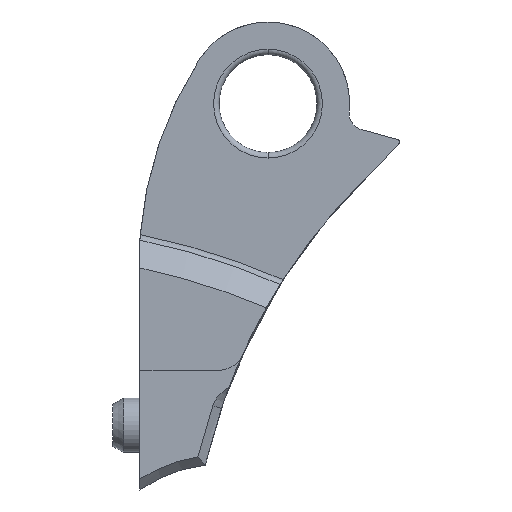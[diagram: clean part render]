
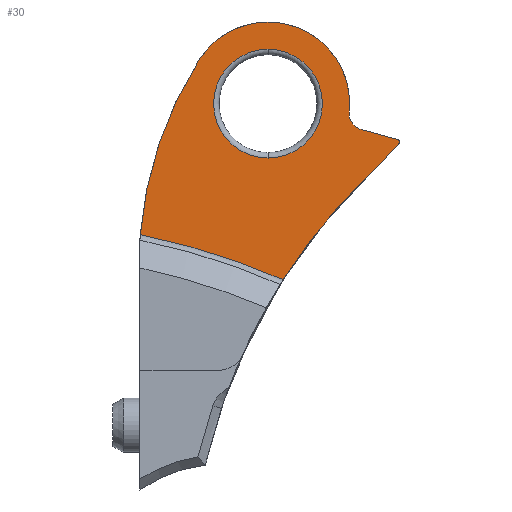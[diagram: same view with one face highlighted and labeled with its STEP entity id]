
A CAD part, left-side view. The second image highlights one B-rep face of the part: STEP entity #30.
In plain terms, the highlighted planar face has unit normal (-1, 0, 0).
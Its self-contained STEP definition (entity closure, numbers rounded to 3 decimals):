
#14 = DIRECTION ( 'NONE',  ( 0., 0., -1. ) ) ;
#30 = ADVANCED_FACE ( 'NONE', ( #1262, #1235 ), #391, .F. ) ;
#34 = DIRECTION ( 'NONE',  ( 1., 0., 0. ) ) ;
#35 = CIRCLE ( 'NONE', #1341, 5. ) ;
#61 = ORIENTED_EDGE ( 'NONE', *, *, #771, .F. ) ;
#66 = DIRECTION ( 'NONE',  ( 1., 0., 0. ) ) ;
#81 = CARTESIAN_POINT ( 'NONE',  ( -0.5, -38.758, 32.083 ) ) ;
#105 = DIRECTION ( 'NONE',  ( 0., 0.695, -0.719 ) ) ;
#107 = CIRCLE ( 'NONE', #1299, 1.5 ) ;
#117 = CARTESIAN_POINT ( 'NONE',  ( -0.5, -26.472, 35.491 ) ) ;
#119 = CARTESIAN_POINT ( 'NONE',  ( -0.5, -26.472, 40.491 ) ) ;
#137 = CARTESIAN_POINT ( 'NONE',  ( -0.5, -27.858, 19.311 ) ) ;
#158 = EDGE_CURVE ( 'NONE', #581, #1067, #107, .T. ) ;
#164 = VERTEX_POINT ( 'NONE', #575 ) ;
#184 = CARTESIAN_POINT ( 'NONE',  ( -0.5, -50.129, 20.485 ) ) ;
#188 = AXIS2_PLACEMENT_3D ( 'NONE', #562, #1323, #1320 ) ;
#203 = CARTESIAN_POINT ( 'NONE',  ( -0.5, -26.472, 35.491 ) ) ;
#236 = CARTESIAN_POINT ( 'NONE',  ( -0.5, -14.739, 23.452 ) ) ;
#242 = VECTOR ( 'NONE', #105, 1000. ) ;
#247 = ORIENTED_EDGE ( 'NONE', *, *, #294, .T. ) ;
#274 = CIRCLE ( 'NONE', #835, 7.5 ) ;
#281 = DIRECTION ( 'NONE',  ( 0., 0., -1. ) ) ;
#294 = EDGE_CURVE ( 'NONE', #1222, #1238, #826, .T. ) ;
#312 = ORIENTED_EDGE ( 'NONE', *, *, #1324, .F. ) ;
#315 = CARTESIAN_POINT ( 'NONE',  ( -0.5, -35.424, 34.565 ) ) ;
#357 = LINE ( 'NONE', #1198, #242 ) ;
#360 = EDGE_CURVE ( 'NONE', #789, #164, #853, .T. ) ;
#377 = VECTOR ( 'NONE', #508, 1000. ) ;
#384 = DIRECTION ( 'NONE',  ( 1., 0., 0. ) ) ;
#391 = PLANE ( 'NONE',  #870 ) ;
#402 = LINE ( 'NONE', #81, #377 ) ;
#410 = EDGE_CURVE ( 'NONE', #1067, #1238, #402, .T. ) ;
#443 = EDGE_LOOP ( 'NONE', ( #449, #880, #61, #312, #247, #933, #612, #1199, #524 ) ) ;
#449 = ORIENTED_EDGE ( 'NONE', *, *, #360, .F. ) ;
#450 = CARTESIAN_POINT ( 'NONE',  ( -0.5, -38.466, 31.781 ) ) ;
#452 = AXIS2_PLACEMENT_3D ( 'NONE', #1136, #699, #825 ) ;
#456 = CARTESIAN_POINT ( 'NONE',  ( -0.5, -33.932, 34.719 ) ) ;
#503 = EDGE_CURVE ( 'NONE', #789, #834, #1162, .T. ) ;
#508 = DIRECTION ( 'NONE',  ( 0., -0.964, -0.267 ) ) ;
#524 = ORIENTED_EDGE ( 'NONE', *, *, #677, .F. ) ;
#543 = EDGE_CURVE ( 'NONE', #1033, #610, #912, .T. ) ;
#562 = CARTESIAN_POINT ( 'NONE',  ( -0.5, -2.023, -39.69 ) ) ;
#574 = EDGE_CURVE ( 'NONE', #1050, #581, #274, .T. ) ;
#575 = CARTESIAN_POINT ( 'NONE',  ( -0.5, -20.139, 39.508 ) ) ;
#581 = VERTEX_POINT ( 'NONE', #456 ) ;
#600 = DIRECTION ( 'NONE',  ( 0., 0., -1. ) ) ;
#610 = VERTEX_POINT ( 'NONE', #1214 ) ;
#612 = ORIENTED_EDGE ( 'NONE', *, *, #158, .F. ) ;
#615 = CARTESIAN_POINT ( 'NONE',  ( -0.5, -26.472, 35.491 ) ) ;
#633 = CARTESIAN_POINT ( 'NONE',  ( -0.5, -26.472, 42.991 ) ) ;
#637 = CARTESIAN_POINT ( 'NONE',  ( -0.5, -26.472, 35.491 ) ) ;
#660 = DIRECTION ( 'NONE',  ( -1., 0., 0. ) ) ;
#677 = EDGE_CURVE ( 'NONE', #164, #1050, #1361, .T. ) ;
#699 = DIRECTION ( 'NONE',  ( -1., 0., 0. ) ) ;
#701 = EDGE_LOOP ( 'NONE', ( #1278, #1146 ) ) ;
#751 = DIRECTION ( 'NONE',  ( 0., 0., -1. ) ) ;
#754 = AXIS2_PLACEMENT_3D ( 'NONE', #1296, #660, #14 ) ;
#771 = EDGE_CURVE ( 'NONE', #927, #834, #1098, .T. ) ;
#789 = VERTEX_POINT ( 'NONE', #236 ) ;
#795 = CARTESIAN_POINT ( 'NONE',  ( -0.5, -35.98, 29.206 ) ) ;
#825 = DIRECTION ( 'NONE',  ( 0., 0., -1. ) ) ;
#826 = CIRCLE ( 'NONE', #452, 0.25 ) ;
#834 = VERTEX_POINT ( 'NONE', #137 ) ;
#835 = AXIS2_PLACEMENT_3D ( 'NONE', #117, #34, #1318 ) ;
#843 = DIRECTION ( 'NONE',  ( 0., 0., -1. ) ) ;
#849 = CARTESIAN_POINT ( 'NONE',  ( -0.5, -38.353, 32.196 ) ) ;
#851 = DIRECTION ( 'NONE',  ( 0., 0., -1. ) ) ;
#853 = CIRCLE ( 'NONE', #1099, 35.515 ) ;
#870 = AXIS2_PLACEMENT_3D ( 'NONE', #1190, #384, #281 ) ;
#880 = ORIENTED_EDGE ( 'NONE', *, *, #503, .T. ) ;
#910 = AXIS2_PLACEMENT_3D ( 'NONE', #615, #1364, #1149 ) ;
#912 = CIRCLE ( 'NONE', #910, 5. ) ;
#925 = CARTESIAN_POINT ( 'NONE',  ( -0.5, -35.023, 33.119 ) ) ;
#927 = VERTEX_POINT ( 'NONE', #795 ) ;
#933 = ORIENTED_EDGE ( 'NONE', *, *, #410, .F. ) ;
#954 = DIRECTION ( 'NONE',  ( 1., 0., 0. ) ) ;
#1022 = DIRECTION ( 'NONE',  ( -1., 0., 0. ) ) ;
#1033 = VERTEX_POINT ( 'NONE', #119 ) ;
#1050 = VERTEX_POINT ( 'NONE', #633 ) ;
#1067 = VERTEX_POINT ( 'NONE', #925 ) ;
#1098 = CIRCLE ( 'NONE', #754, 54.198 ) ;
#1099 = AXIS2_PLACEMENT_3D ( 'NONE', #184, #66, #600 ) ;
#1136 = CARTESIAN_POINT ( 'NONE',  ( -0.5, -38.287, 31.955 ) ) ;
#1146 = ORIENTED_EDGE ( 'NONE', *, *, #543, .T. ) ;
#1149 = DIRECTION ( 'NONE',  ( 0., 0., -1. ) ) ;
#1162 = CIRCLE ( 'NONE', #188, 64.41 ) ;
#1190 = CARTESIAN_POINT ( 'NONE',  ( -0.5, 0., 0. ) ) ;
#1198 = CARTESIAN_POINT ( 'NONE',  ( -0.5, -38.758, 32.083 ) ) ;
#1199 = ORIENTED_EDGE ( 'NONE', *, *, #574, .F. ) ;
#1214 = CARTESIAN_POINT ( 'NONE',  ( -0.5, -26.472, 30.491 ) ) ;
#1220 = EDGE_CURVE ( 'NONE', #610, #1033, #35, .T. ) ;
#1222 = VERTEX_POINT ( 'NONE', #450 ) ;
#1235 = FACE_OUTER_BOUND ( 'NONE', #443, .T. ) ;
#1238 = VERTEX_POINT ( 'NONE', #849 ) ;
#1243 = AXIS2_PLACEMENT_3D ( 'NONE', #637, #1386, #751 ) ;
#1262 = FACE_BOUND ( 'NONE', #701, .T. ) ;
#1278 = ORIENTED_EDGE ( 'NONE', *, *, #1220, .T. ) ;
#1296 = CARTESIAN_POINT ( 'NONE',  ( -0.5, -73.518, -9.887 ) ) ;
#1299 = AXIS2_PLACEMENT_3D ( 'NONE', #315, #1022, #851 ) ;
#1318 = DIRECTION ( 'NONE',  ( 0., 0., -1. ) ) ;
#1320 = DIRECTION ( 'NONE',  ( 0., 0., -1. ) ) ;
#1323 = DIRECTION ( 'NONE',  ( 1., 0., 0. ) ) ;
#1324 = EDGE_CURVE ( 'NONE', #1222, #927, #357, .T. ) ;
#1341 = AXIS2_PLACEMENT_3D ( 'NONE', #203, #954, #843 ) ;
#1361 = CIRCLE ( 'NONE', #1243, 7.5 ) ;
#1364 = DIRECTION ( 'NONE',  ( 1., 0., 0. ) ) ;
#1386 = DIRECTION ( 'NONE',  ( 1., 0., 0. ) ) ;
